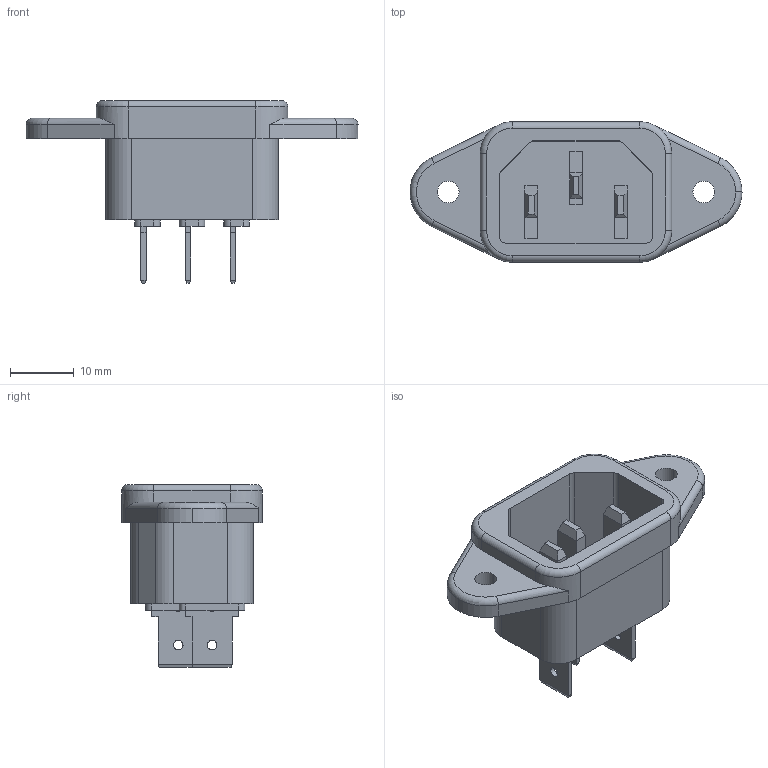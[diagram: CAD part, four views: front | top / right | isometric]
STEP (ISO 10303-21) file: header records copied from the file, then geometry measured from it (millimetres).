
FILE_DESCRIPTION (( 'STEP AP214' ), '1' );
FILE_NAME ('IEC320-C14RCPT.STEP', '2016-07-21T14:29:25', ( '' ), ( '' ), 'SwSTEP 2.0', 'SolidWorks 2016', '' );
FILE_SCHEMA (( 'AUTOMOTIVE_DESIGN' ));
Length unit declared in the file: millimetre
Products named in the file (1): IEC320-C14RCPT
Bounding box: 52 x 22 x 28.65 mm (x, y, z)
Volume: 5375.9 mm3; surface area: 5974.9 mm2
Topology: 4 solids, 4 shells, 175 faces, 450 edges, 288 vertices
Faces by surface type: plane 113, cylinder 55, torus 7
Entity records: 5388 total; most frequent: CARTESIAN_POINT 942, DIRECTION 917, ORIENTED_EDGE 900, EDGE_CURVE 450, LINE 327, VECTOR 327, AXIS2_PLACEMENT_3D 295, VERTEX_POINT 288
